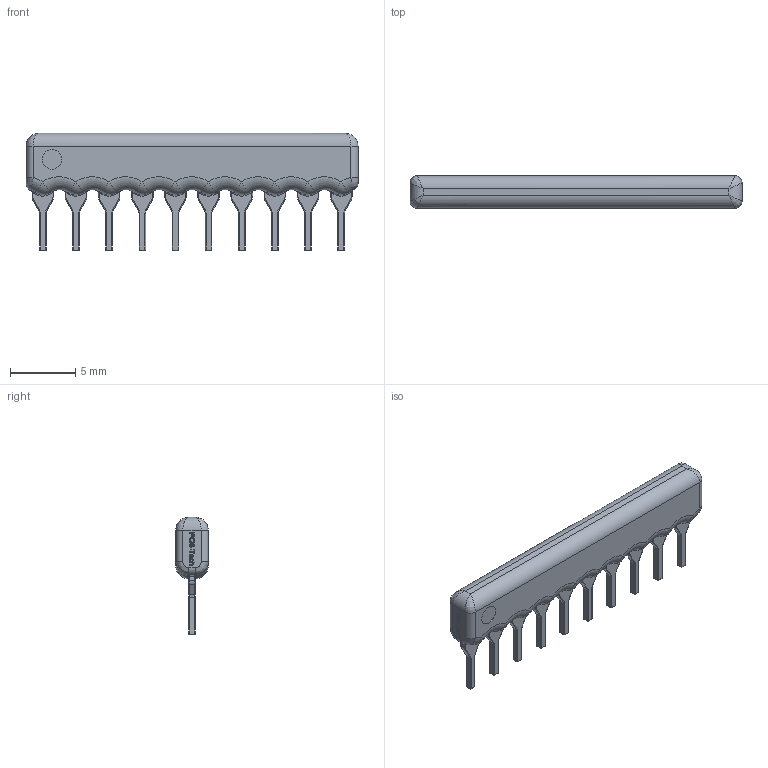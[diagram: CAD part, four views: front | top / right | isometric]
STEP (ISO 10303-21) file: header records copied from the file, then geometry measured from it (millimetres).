
FILE_DESCRIPTION(/* description */ (''),/* implementation_level */ '2;1');
FILE_NAME(/* name */ 'Resistor Network Array SIP 10-9.stp',/* time_stamp */ '2019-09-22T16:06:01+02:00',/* author */ ('Bernd das Brot'),/* organization */ (''),/* preprocessor_version */ 'ST-DEVELOPER v17.2',/* originating_system */ 'Autodesk Inventor 2019',/* authorisation */ '');
FILE_SCHEMA (('AUTOMOTIVE_DESIGN { 1 0 10303 214 3 1 1 }'));
Length unit declared in the file: millimetre
Products named in the file (1): Resistor Network Array SIP 10-9
Bounding box: 25.44 x 2.5 x 9 mm (x, y, z)
Volume: 278.9 mm3; surface area: 429.1 mm2
Topology: 1 solids, 1 shells, 752 faces, 1739 edges, 998 vertices
Faces by surface type: cylinder 240, torus 162, plane 152, bspline 138, sphere 60
Full cylindrical faces by diameter (mm): 1.5 x1
Entity records: 24769 total; most frequent: CARTESIAN_POINT 7628, DIRECTION 3515, ORIENTED_EDGE 3470, EDGE_CURVE 1735, AXIS2_PLACEMENT_3D 1439, VERTEX_POINT 998, CIRCLE 816, EDGE_LOOP 765
